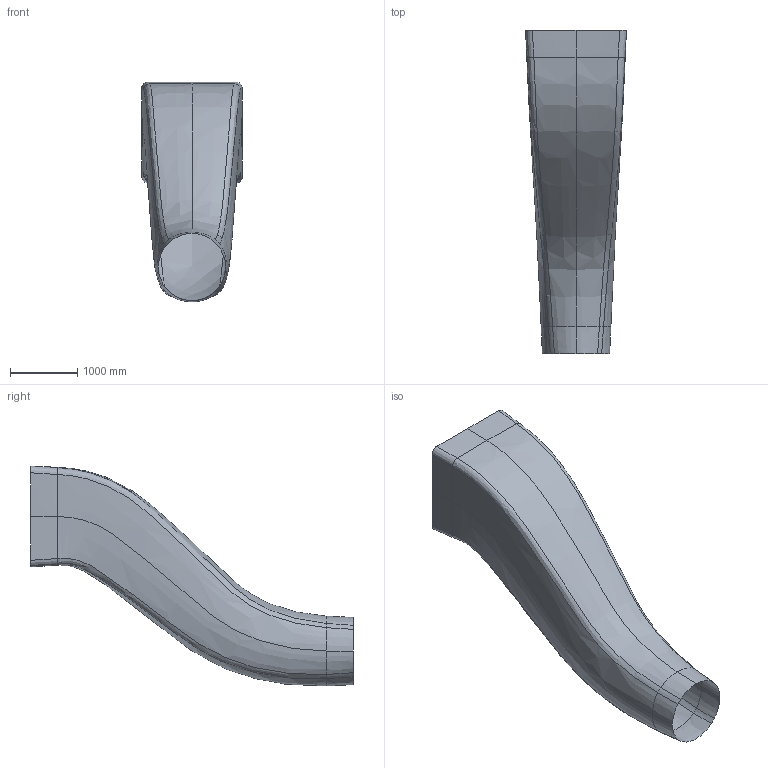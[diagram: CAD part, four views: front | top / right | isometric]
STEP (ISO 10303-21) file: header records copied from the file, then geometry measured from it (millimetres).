
FILE_DESCRIPTION(('CATIA V5 STEP Exchange'),'2;1');
FILE_NAME('SDuctInlet.stp','2024-09-08T01:30:38+00:00',('none'),('none'),'CATIA Version 5 Release 21 GA (IN-10)','CATIA V5 STEP AP203','none');
FILE_SCHEMA(('CONFIG_CONTROL_DESIGN'));
Length unit declared in the file: millimetre
Products named in the file (1): Part1
Bounding box: 1500 x 4800 x 3268.17 mm (x, y, z)
Surface area: 23967825.9 mm2 (no closed solid volume)
Topology: 0 solids, 1 shells, 33 faces, 124 edges, 104 vertices
Faces by surface type: bspline 33
Entity records: 7686 total; most frequent: CARTESIAN_POINT 6998, ORIENTED_EDGE 132, B_SPLINE_CURVE_WITH_KNOTS 112, EDGE_CURVE 77, COMPOSITE_CURVE_SEGMENT 47, TRIMMED_CURVE 47, VERTEX_POINT 44, ADVANCED_FACE 33
